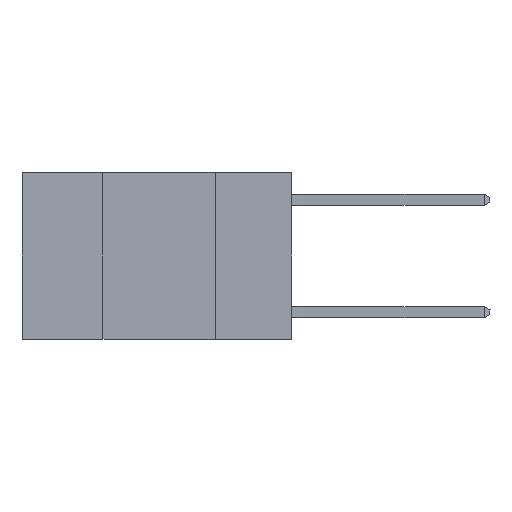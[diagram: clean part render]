
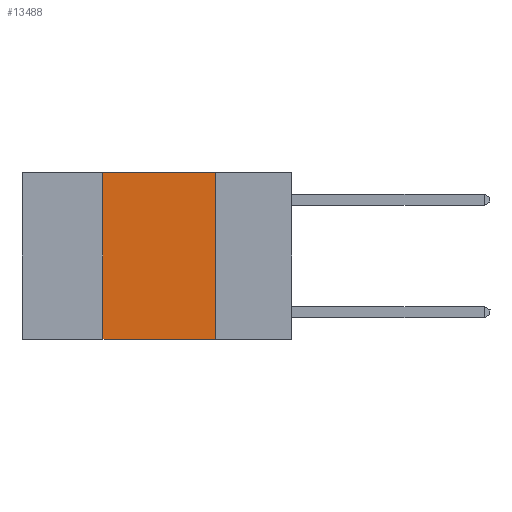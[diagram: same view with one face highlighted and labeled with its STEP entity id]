
A CAD part, left-side view. The second image highlights one B-rep face of the part: STEP entity #13488.
In plain terms, the highlighted planar face has unit normal (-1, 0, 0).
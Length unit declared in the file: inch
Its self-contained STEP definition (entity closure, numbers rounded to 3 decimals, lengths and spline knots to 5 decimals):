
#740 = EDGE_LOOP ( 'NONE', ( #12981, #9589, #1829, #4424 ) ) ;
#965 = VECTOR ( 'NONE', #15719, 39.37008 ) ;
#990 = FACE_OUTER_BOUND ( 'NONE', #740, .T. ) ;
#1115 = LINE ( 'NONE', #6558, #12093 ) ;
#1674 = DIRECTION ( 'NONE',  ( 0., 0., 1. ) ) ;
#1765 = VERTEX_POINT ( 'NONE', #15347 ) ;
#1829 = ORIENTED_EDGE ( 'NONE', *, *, #10624, .F. ) ;
#2736 = CARTESIAN_POINT ( 'NONE',  ( 0., 0.6, 0. ) ) ;
#4424 = ORIENTED_EDGE ( 'NONE', *, *, #6457, .T. ) ;
#4646 = VERTEX_POINT ( 'NONE', #12001 ) ;
#5099 = VECTOR ( 'NONE', #14744, 39.37008 ) ;
#5312 = LINE ( 'NONE', #2736, #5099 ) ;
#6428 = PLANE ( 'NONE',  #9375 ) ;
#6457 = EDGE_CURVE ( 'NONE', #7458, #15943, #1115, .T. ) ;
#6558 = CARTESIAN_POINT ( 'NONE',  ( 0., 0.6, -0.37 ) ) ;
#7458 = VERTEX_POINT ( 'NONE', #14446 ) ;
#8220 = CARTESIAN_POINT ( 'NONE',  ( 0., 0.17, -0.37 ) ) ;
#8396 = CARTESIAN_POINT ( 'NONE',  ( 0., 0.42, 0. ) ) ;
#9213 = LINE ( 'NONE', #17145, #965 ) ;
#9220 = EDGE_CURVE ( 'NONE', #1765, #15943, #9213, .T. ) ;
#9375 = AXIS2_PLACEMENT_3D ( 'NONE', #17418, #12083, #14705 ) ;
#9589 = ORIENTED_EDGE ( 'NONE', *, *, #11385, .F. ) ;
#10427 = DIRECTION ( 'NONE',  ( 0., -1., 0. ) ) ;
#10624 = EDGE_CURVE ( 'NONE', #7458, #4646, #15251, .T. ) ;
#11385 = EDGE_CURVE ( 'NONE', #4646, #1765, #5312, .T. ) ;
#12001 = CARTESIAN_POINT ( 'NONE',  ( 0., 0.42, 0. ) ) ;
#12083 = DIRECTION ( 'NONE',  ( 1., 0., 0. ) ) ;
#12093 = VECTOR ( 'NONE', #10427, 39.37008 ) ;
#12981 = ORIENTED_EDGE ( 'NONE', *, *, #9220, .F. ) ;
#13304 = VECTOR ( 'NONE', #1674, 39.37008 ) ;
#13488 = ADVANCED_FACE ( 'NONE', ( #990 ), #6428, .F. ) ;
#14446 = CARTESIAN_POINT ( 'NONE',  ( 0., 0.42, -0.37 ) ) ;
#14705 = DIRECTION ( 'NONE',  ( 0., 0., -1. ) ) ;
#14744 = DIRECTION ( 'NONE',  ( 0., -1., 0. ) ) ;
#15251 = LINE ( 'NONE', #8396, #13304 ) ;
#15347 = CARTESIAN_POINT ( 'NONE',  ( 0., 0.17, 0. ) ) ;
#15719 = DIRECTION ( 'NONE',  ( 0., 0., -1. ) ) ;
#15943 = VERTEX_POINT ( 'NONE', #8220 ) ;
#17145 = CARTESIAN_POINT ( 'NONE',  ( 0., 0.17, 0. ) ) ;
#17418 = CARTESIAN_POINT ( 'NONE',  ( 0., 0.6, 0. ) ) ;
